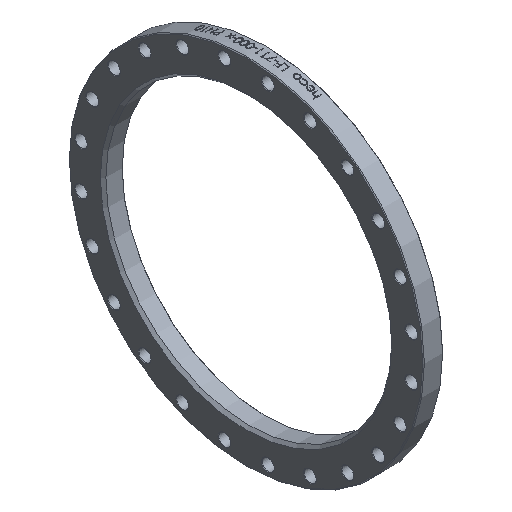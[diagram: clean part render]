
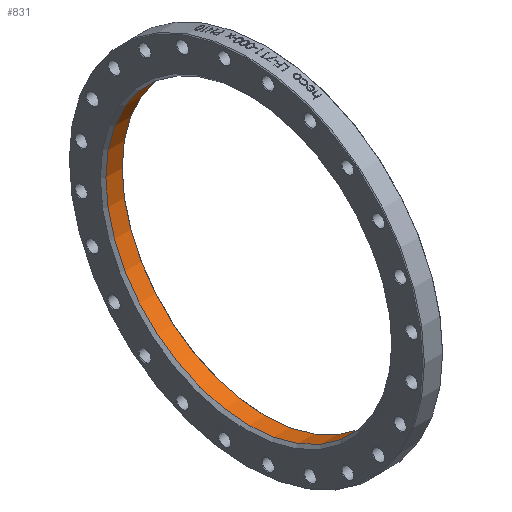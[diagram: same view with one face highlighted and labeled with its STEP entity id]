
A CAD part, isometric view. The second image highlights one B-rep face of the part: STEP entity #831.
In plain terms, the highlighted cylindrical face has radius 360.5 mm (diameter 721 mm), a full revolution.
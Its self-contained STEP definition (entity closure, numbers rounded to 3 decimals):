
#193 = AXIS2_PLACEMENT_3D ( 'NONE', #3405, #1870, #6748 ) ;
#307 = VERTEX_POINT ( 'NONE', #943 ) ;
#539 = CIRCLE ( 'NONE', #1727, 360.5 ) ;
#607 = DIRECTION ( 'NONE',  ( -1., 0., 0. ) ) ;
#831 = ADVANCED_FACE ( 'NONE', ( #6867, #4809 ), #9016, .F. ) ;
#943 = CARTESIAN_POINT ( 'NONE',  ( 7., 0., -360.5 ) ) ;
#1480 = EDGE_CURVE ( 'NONE', #4868, #4868, #539, .T. ) ;
#1496 = CARTESIAN_POINT ( 'NONE',  ( 48., 0., 0. ) ) ;
#1727 = AXIS2_PLACEMENT_3D ( 'NONE', #1496, #2085, #4227 ) ;
#1870 = DIRECTION ( 'NONE',  ( -1., 0., 0. ) ) ;
#1933 = ORIENTED_EDGE ( 'NONE', *, *, #2390, .T. ) ;
#2085 = DIRECTION ( 'NONE',  ( 1., 0., 0. ) ) ;
#2390 = EDGE_CURVE ( 'NONE', #307, #307, #6467, .T. ) ;
#3405 = CARTESIAN_POINT ( 'NONE',  ( 7., 0., 0. ) ) ;
#3587 = CARTESIAN_POINT ( 'NONE',  ( 48., 0., 360.5 ) ) ;
#4227 = DIRECTION ( 'NONE',  ( 0., 0., 1. ) ) ;
#4477 = EDGE_LOOP ( 'NONE', ( #1933 ) ) ;
#4809 = FACE_OUTER_BOUND ( 'NONE', #7973, .T. ) ;
#4868 = VERTEX_POINT ( 'NONE', #3587 ) ;
#5403 = CARTESIAN_POINT ( 'NONE',  ( 0., 0., 0. ) ) ;
#6467 = CIRCLE ( 'NONE', #193, 360.5 ) ;
#6748 = DIRECTION ( 'NONE',  ( 0., 0., -1. ) ) ;
#6867 = FACE_OUTER_BOUND ( 'NONE', #4477, .T. ) ;
#7019 = ORIENTED_EDGE ( 'NONE', *, *, #1480, .T. ) ;
#7851 = AXIS2_PLACEMENT_3D ( 'NONE', #5403, #607, #8202 ) ;
#7973 = EDGE_LOOP ( 'NONE', ( #7019 ) ) ;
#8202 = DIRECTION ( 'NONE',  ( 0., 0., 1. ) ) ;
#9016 = CYLINDRICAL_SURFACE ( 'NONE', #7851, 360.5 ) ;
